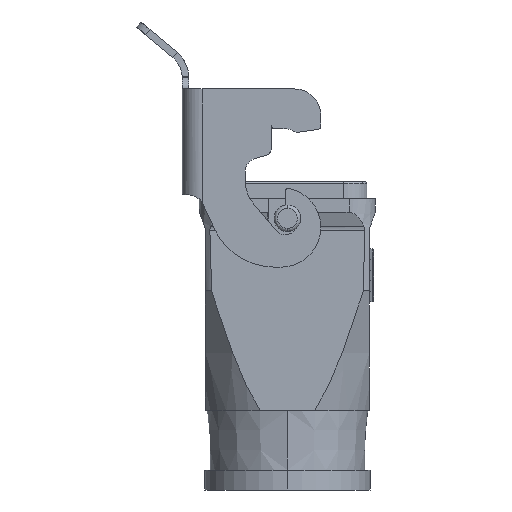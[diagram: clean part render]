
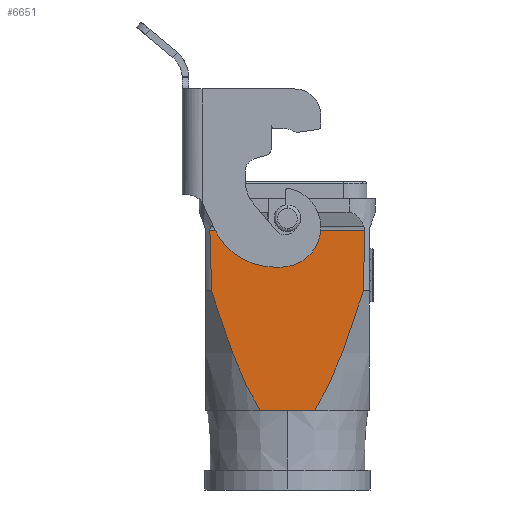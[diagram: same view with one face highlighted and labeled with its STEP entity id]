
A CAD part, left-side view. The second image highlights one B-rep face of the part: STEP entity #6651.
In plain terms, the highlighted planar face has unit normal (-1, 0, 0).
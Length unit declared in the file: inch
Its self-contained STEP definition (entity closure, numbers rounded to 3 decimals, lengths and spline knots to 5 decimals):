
#41 = VERTEX_POINT ( 'NONE', #10450 ) ;
#87 = EDGE_CURVE ( 'NONE', #41, #7192, #7312, .T. ) ;
#142 = CARTESIAN_POINT ( 'NONE',  ( -0.4878, 0.45007, -0.4168 ) ) ;
#168 = EDGE_CURVE ( 'NONE', #5507, #41, #7026, .T. ) ;
#326 = CARTESIAN_POINT ( 'NONE',  ( -0.4878, -0.34913, -0.71857 ) ) ;
#437 = CARTESIAN_POINT ( 'NONE',  ( -0.4878, 0.4608, -0.05325 ) ) ;
#459 = CARTESIAN_POINT ( 'NONE',  ( -0.4878, -0.1614, -1.12205 ) ) ;
#791 = ORIENTED_EDGE ( 'NONE', *, *, #7007, .F. ) ;
#919 = ORIENTED_EDGE ( 'NONE', *, *, #168, .F. ) ;
#1054 = CARTESIAN_POINT ( 'NONE',  ( -0.4878, 0.1614, -1.12205 ) ) ;
#1069 = CIRCLE ( 'NONE', #2523, 0.11811 ) ;
#1082 = CARTESIAN_POINT ( 'NONE',  ( -0.4878, -0.52362, -1.12205 ) ) ;
#1190 = CARTESIAN_POINT ( 'NONE',  ( -0.4878, -0.43101, -0.47761 ) ) ;
#1295 = CARTESIAN_POINT ( 'NONE',  ( -0.4878, -0.27979, -0.89604 ) ) ;
#1307 = DIRECTION ( 'NONE',  ( 0., 0., -1. ) ) ;
#1654 = CARTESIAN_POINT ( 'NONE',  ( -0.4878, -0.45007, -0.4168 ) ) ;
#1756 = CARTESIAN_POINT ( 'NONE',  ( -0.4878, -0.4608, -0.05325 ) ) ;
#1799 = CARTESIAN_POINT ( 'NONE',  ( -0.4878, 0.41138, -0.5382 ) ) ;
#1802 = VECTOR ( 'NONE', #5253, 39.37008 ) ;
#2021 = B_SPLINE_CURVE_WITH_KNOTS ( 'NONE', 3,
 ( #10438, #11058, #3250, #6723, #10203, #7694, #2383, #11173, #3700, #1799, #2674, #142 ),
 .UNSPECIFIED., .F., .F.,
 ( 4, 2, 2, 2, 2, 4 ),
 ( 0., 0.00242, 0.00484, 0.00968, 0.01452, 0.01936 ),
 .UNSPECIFIED. ) ;
#2159 = CARTESIAN_POINT ( 'NONE',  ( -0.4878, -0.23984, -0.98261 ) ) ;
#2169 = PLANE ( 'NONE',  #10365 ) ;
#2383 = CARTESIAN_POINT ( 'NONE',  ( -0.4878, 0.30378, -0.83724 ) ) ;
#2523 = AXIS2_PLACEMENT_3D ( 'NONE', #5100, #6180, #11256 ) ;
#2674 = CARTESIAN_POINT ( 'NONE',  ( -0.4878, 0.43101, -0.47761 ) ) ;
#2874 = CARTESIAN_POINT ( 'NONE',  ( -0.4878, 0., -1.12205 ) ) ;
#3002 = ORIENTED_EDGE ( 'NONE', *, *, #5707, .F. ) ;
#3250 = CARTESIAN_POINT ( 'NONE',  ( -0.4878, 0.1957, -1.06747 ) ) ;
#3686 = CARTESIAN_POINT ( 'NONE',  ( -0.4878, 0.45007, -0.4168 ) ) ;
#3700 = CARTESIAN_POINT ( 'NONE',  ( -0.4878, 0.37043, -0.65867 ) ) ;
#3706 = VERTEX_POINT ( 'NONE', #7414 ) ;
#3782 = ORIENTED_EDGE ( 'NONE', *, *, #9098, .F. ) ;
#3891 = CARTESIAN_POINT ( 'NONE',  ( -0.4878, 0.4608, -0.05325 ) ) ;
#4106 = LINE ( 'NONE', #4400, #1802 ) ;
#4400 = CARTESIAN_POINT ( 'NONE',  ( -0.4878, 0., -0.05325 ) ) ;
#4433 = EDGE_CURVE ( 'NONE', #7725, #5507, #6425, .T. ) ;
#4794 = CARTESIAN_POINT ( 'NONE',  ( -0.4878, -0.4536, -0.30208 ) ) ;
#5100 = CARTESIAN_POINT ( 'NONE',  ( -0.4878, 0., 0.01969 ) ) ;
#5253 = DIRECTION ( 'NONE',  ( 0., -1., 0. ) ) ;
#5485 = CARTESIAN_POINT ( 'NONE',  ( -0.4878, 0.45007, -0.4168 ) ) ;
#5507 = VERTEX_POINT ( 'NONE', #1654 ) ;
#5537 = CARTESIAN_POINT ( 'NONE',  ( -0.4878, 0.45717, -0.1809 ) ) ;
#5576 = VECTOR ( 'NONE', #9216, 39.37008 ) ;
#5591 = CARTESIAN_POINT ( 'NONE',  ( -0.4878, -0.41138, -0.5382 ) ) ;
#5634 = CARTESIAN_POINT ( 'NONE',  ( -0.4878, -0.45717, -0.1809 ) ) ;
#5648 = CARTESIAN_POINT ( 'NONE',  ( -0.4878, -0.17958, -1.09518 ) ) ;
#5707 = EDGE_CURVE ( 'NONE', #7192, #6167, #2021, .T. ) ;
#6167 = VERTEX_POINT ( 'NONE', #3686 ) ;
#6180 = DIRECTION ( 'NONE',  ( -1., 0., 0. ) ) ;
#6233 = VECTOR ( 'NONE', #10665, 39.37008 ) ;
#6351 = DIRECTION ( 'NONE',  ( 1., 0., 0. ) ) ;
#6425 = B_SPLINE_CURVE_WITH_KNOTS ( 'NONE', 3,
 ( #8897, #5634, #4794, #9116 ),
 .UNSPECIFIED., .F., .F.,
 ( 4, 4 ),
 ( 0., 1. ),
 .UNSPECIFIED. ) ;
#6507 = CARTESIAN_POINT ( 'NONE',  ( -0.4878, -0.22585, -1.01119 ) ) ;
#6521 = EDGE_CURVE ( 'NONE', #11165, #3706, #1069, .T. ) ;
#6651 = ADVANCED_FACE ( 'NONE', ( #8978 ), #2169, .F. ) ;
#6723 = CARTESIAN_POINT ( 'NONE',  ( -0.4878, 0.22585, -1.01119 ) ) ;
#7007 = EDGE_CURVE ( 'NONE', #6167, #7872, #11252, .T. ) ;
#7026 = B_SPLINE_CURVE_WITH_KNOTS ( 'NONE', 3,
 ( #9013, #1190, #5591, #8167, #326, #9125, #1295, #2159, #6507, #9984, #5648, #459 ),
 .UNSPECIFIED., .F., .F.,
 ( 4, 2, 2, 2, 2, 4 ),
 ( 0., 0.00484, 0.00968, 0.01452, 0.01694, 0.01936 ),
 .UNSPECIFIED. ) ;
#7192 = VERTEX_POINT ( 'NONE', #1054 ) ;
#7231 = ORIENTED_EDGE ( 'NONE', *, *, #6521, .F. ) ;
#7312 = LINE ( 'NONE', #1082, #6233 ) ;
#7345 = CARTESIAN_POINT ( 'NONE',  ( -0.4878, 0.0929, -0.05325 ) ) ;
#7414 = CARTESIAN_POINT ( 'NONE',  ( -0.4878, -0.0929, -0.05325 ) ) ;
#7459 = LINE ( 'NONE', #10940, #5576 ) ;
#7694 = CARTESIAN_POINT ( 'NONE',  ( -0.4878, 0.27979, -0.89604 ) ) ;
#7725 = VERTEX_POINT ( 'NONE', #1756 ) ;
#7872 = VERTEX_POINT ( 'NONE', #3891 ) ;
#8167 = CARTESIAN_POINT ( 'NONE',  ( -0.4878, -0.37043, -0.65867 ) ) ;
#8897 = CARTESIAN_POINT ( 'NONE',  ( -0.4878, -0.4608, -0.05325 ) ) ;
#8900 = ORIENTED_EDGE ( 'NONE', *, *, #87, .F. ) ;
#8978 = FACE_OUTER_BOUND ( 'NONE', #10864, .T. ) ;
#9013 = CARTESIAN_POINT ( 'NONE',  ( -0.4878, -0.45007, -0.4168 ) ) ;
#9098 = EDGE_CURVE ( 'NONE', #3706, #7725, #7459, .T. ) ;
#9116 = CARTESIAN_POINT ( 'NONE',  ( -0.4878, -0.45007, -0.4168 ) ) ;
#9125 = CARTESIAN_POINT ( 'NONE',  ( -0.4878, -0.30378, -0.83724 ) ) ;
#9216 = DIRECTION ( 'NONE',  ( 0., -1., 0. ) ) ;
#9713 = EDGE_CURVE ( 'NONE', #7872, #11165, #4106, .T. ) ;
#9984 = CARTESIAN_POINT ( 'NONE',  ( -0.4878, -0.1957, -1.06747 ) ) ;
#10063 = ORIENTED_EDGE ( 'NONE', *, *, #9713, .F. ) ;
#10203 = CARTESIAN_POINT ( 'NONE',  ( -0.4878, 0.23984, -0.98261 ) ) ;
#10365 = AXIS2_PLACEMENT_3D ( 'NONE', #2874, #6351, #1307 ) ;
#10438 = CARTESIAN_POINT ( 'NONE',  ( -0.4878, 0.1614, -1.12205 ) ) ;
#10450 = CARTESIAN_POINT ( 'NONE',  ( -0.4878, -0.1614, -1.12205 ) ) ;
#10665 = DIRECTION ( 'NONE',  ( 0., 1., 0. ) ) ;
#10667 = CARTESIAN_POINT ( 'NONE',  ( -0.4878, 0.4536, -0.30208 ) ) ;
#10864 = EDGE_LOOP ( 'NONE', ( #7231, #10063, #791, #3002, #8900, #919, #11024, #3782 ) ) ;
#10940 = CARTESIAN_POINT ( 'NONE',  ( -0.4878, 0., -0.05325 ) ) ;
#11024 = ORIENTED_EDGE ( 'NONE', *, *, #4433, .F. ) ;
#11058 = CARTESIAN_POINT ( 'NONE',  ( -0.4878, 0.17958, -1.09518 ) ) ;
#11165 = VERTEX_POINT ( 'NONE', #7345 ) ;
#11173 = CARTESIAN_POINT ( 'NONE',  ( -0.4878, 0.34913, -0.71857 ) ) ;
#11252 = B_SPLINE_CURVE_WITH_KNOTS ( 'NONE', 3,
 ( #5485, #10667, #5537, #437 ),
 .UNSPECIFIED., .F., .F.,
 ( 4, 4 ),
 ( 0., 1. ),
 .UNSPECIFIED. ) ;
#11256 = DIRECTION ( 'NONE',  ( 0., 0., 1. ) ) ;
